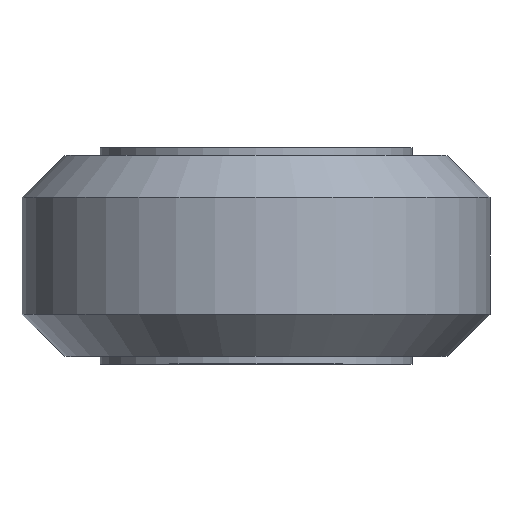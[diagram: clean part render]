
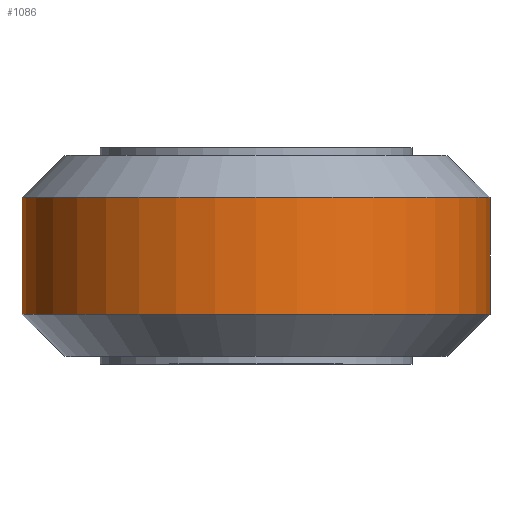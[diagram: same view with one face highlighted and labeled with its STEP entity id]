
A CAD part, top view. The second image highlights one B-rep face of the part: STEP entity #1086.
In plain terms, the highlighted cylindrical face has radius 12 mm (diameter 24 mm), a partial arc.
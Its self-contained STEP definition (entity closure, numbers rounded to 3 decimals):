
#54 = CIRCLE ( 'NONE', #1212, 12. ) ;
#69 = DIRECTION ( 'NONE',  ( 0., -1., 0. ) ) ;
#124 = VECTOR ( 'NONE', #69, 1000. ) ;
#151 = CARTESIAN_POINT ( 'NONE',  ( 12., 3., 0. ) ) ;
#168 = CARTESIAN_POINT ( 'NONE',  ( 12., -3., 0. ) ) ;
#264 = AXIS2_PLACEMENT_3D ( 'NONE', #552, #362, #729 ) ;
#336 = ORIENTED_EDGE ( 'NONE', *, *, #718, .T. ) ;
#362 = DIRECTION ( 'NONE',  ( 0., -1., 0. ) ) ;
#381 = CARTESIAN_POINT ( 'NONE',  ( 0., 3., 0. ) ) ;
#383 = CARTESIAN_POINT ( 'NONE',  ( 12., 0., 0. ) ) ;
#395 = DIRECTION ( 'NONE',  ( 1., 0., 0. ) ) ;
#454 = AXIS2_PLACEMENT_3D ( 'NONE', #680, #980, #395 ) ;
#460 = VERTEX_POINT ( 'NONE', #151 ) ;
#484 = CARTESIAN_POINT ( 'NONE',  ( -12., -3., 0. ) ) ;
#494 = CIRCLE ( 'NONE', #454, 12. ) ;
#552 = CARTESIAN_POINT ( 'NONE',  ( 0., 0., 0. ) ) ;
#575 = EDGE_CURVE ( 'NONE', #460, #1146, #1180, .T. ) ;
#577 = ORIENTED_EDGE ( 'NONE', *, *, #575, .F. ) ;
#591 = DIRECTION ( 'NONE',  ( 0., -1., 0. ) ) ;
#601 = CYLINDRICAL_SURFACE ( 'NONE', #264, 12. ) ;
#633 = EDGE_LOOP ( 'NONE', ( #336, #971, #1172, #577 ) ) ;
#680 = CARTESIAN_POINT ( 'NONE',  ( 0., -3., 0. ) ) ;
#718 = EDGE_CURVE ( 'NONE', #460, #988, #54, .T. ) ;
#729 = DIRECTION ( 'NONE',  ( 1., 0., 0. ) ) ;
#766 = VECTOR ( 'NONE', #591, 1000. ) ;
#779 = FACE_OUTER_BOUND ( 'NONE', #633, .T. ) ;
#790 = VERTEX_POINT ( 'NONE', #484 ) ;
#864 = EDGE_CURVE ( 'NONE', #1146, #790, #494, .T. ) ;
#896 = EDGE_CURVE ( 'NONE', #988, #790, #1025, .T. ) ;
#971 = ORIENTED_EDGE ( 'NONE', *, *, #896, .T. ) ;
#980 = DIRECTION ( 'NONE',  ( 0., -1., 0. ) ) ;
#988 = VERTEX_POINT ( 'NONE', #1230 ) ;
#1007 = CARTESIAN_POINT ( 'NONE',  ( -12., 0., 0. ) ) ;
#1025 = LINE ( 'NONE', #1007, #766 ) ;
#1062 = DIRECTION ( 'NONE',  ( 1., 0., 0. ) ) ;
#1064 = DIRECTION ( 'NONE',  ( 0., -1., 0. ) ) ;
#1086 = ADVANCED_FACE ( 'NONE', ( #779 ), #601, .T. ) ;
#1146 = VERTEX_POINT ( 'NONE', #168 ) ;
#1172 = ORIENTED_EDGE ( 'NONE', *, *, #864, .F. ) ;
#1180 = LINE ( 'NONE', #383, #124 ) ;
#1212 = AXIS2_PLACEMENT_3D ( 'NONE', #381, #1064, #1062 ) ;
#1230 = CARTESIAN_POINT ( 'NONE',  ( -12., 3., 0. ) ) ;
